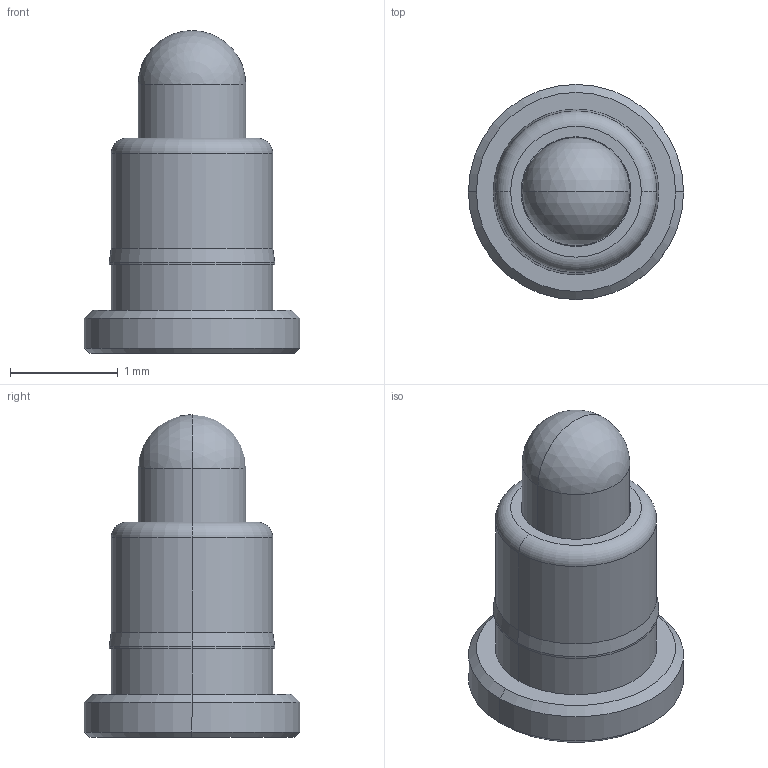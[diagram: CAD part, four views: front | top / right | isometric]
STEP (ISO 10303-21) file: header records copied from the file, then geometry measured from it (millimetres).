
FILE_DESCRIPTION (( 'STEP AP214' ), '1' );
FILE_NAME ('錨璃1.STEP', '2025-08-04T03:16:20', ( '' ), ( '' ), 'SwSTEP 2.0', 'SolidWorks 2021', '' );
FILE_SCHEMA (( 'AUTOMOTIVE_DESIGN' ));
Length unit declared in the file: millimetre
Products named in the file (1): 錨璃1
Bounding box: 2 x 2 x 3 mm (x, y, z)
Volume: 4.7 mm3; surface area: 21.7 mm2
Topology: 1 solids, 1 shells, 27 faces, 56 edges, 33 vertices
Faces by surface type: cylinder 12, cone 6, plane 5, sphere 2, torus 2
Entity records: 1023 total; most frequent: DIRECTION 142, CARTESIAN_POINT 111, ORIENTED_EDGE 104, AXIS2_PLACEMENT_3D 62, EDGE_CURVE 52, CIRCLE 34, VERTEX_POINT 31, EDGE_LOOP 31
